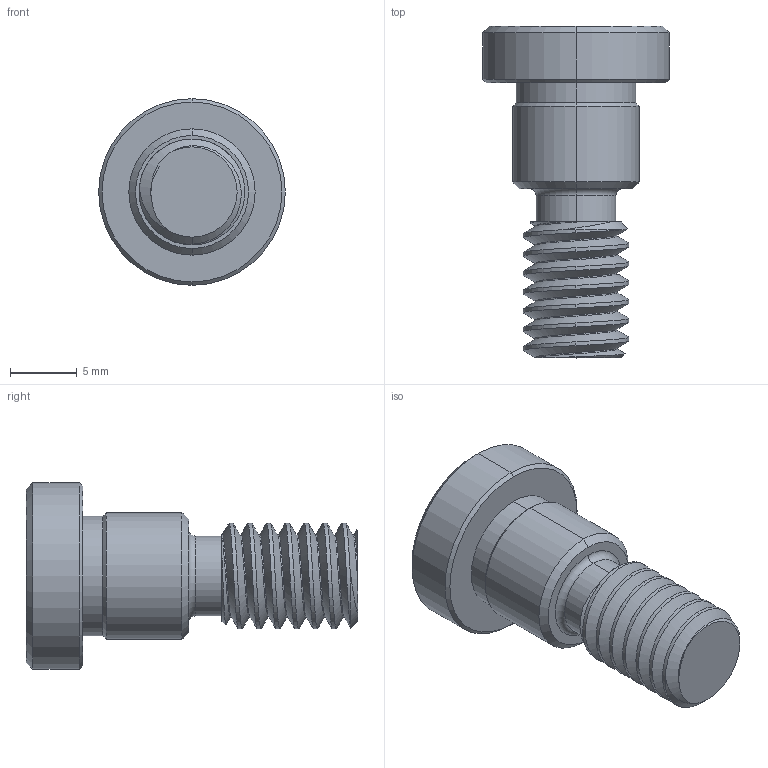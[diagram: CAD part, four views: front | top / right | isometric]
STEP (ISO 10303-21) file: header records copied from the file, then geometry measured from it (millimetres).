
FILE_DESCRIPTION (( 'STEP AP214' ), '1' );
FILE_NAME ('WCP-0106.step', '2021-06-18T05:10:28', ( '' ), ( '' ), 'SwSTEP 2.0', 'SolidWorks 2020', '' );
FILE_SCHEMA (( 'AUTOMOTIVE_DESIGN' ));
Length unit declared in the file: inch
Products named in the file (1): WCP-0106
Bounding box: 14 x 24.89 x 14 mm (x, y, z)
Volume: 1604 mm3; surface area: 1214.7 mm2
Topology: 1 solids, 1 shells, 61 faces, 139 edges, 85 vertices
Faces by surface type: cylinder 22, cone 21, plane 13, bspline 3, torus 2
Entity records: 3075 total; most frequent: CARTESIAN_POINT 1770, ORIENTED_EDGE 278, DIRECTION 250, EDGE_CURVE 139, AXIS2_PLACEMENT_3D 102, VERTEX_POINT 85, EDGE_LOOP 66, FACE_OUTER_BOUND 61
